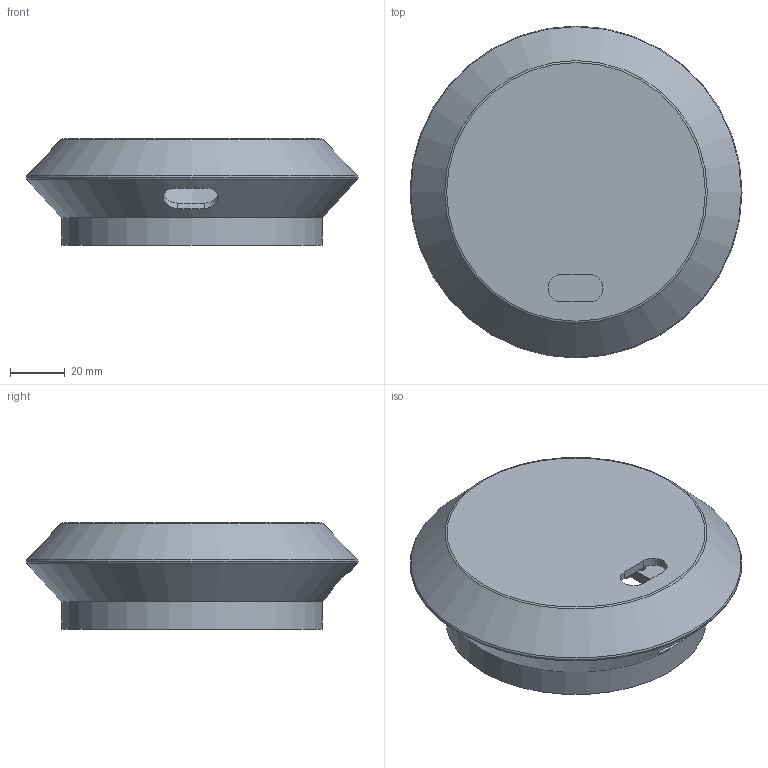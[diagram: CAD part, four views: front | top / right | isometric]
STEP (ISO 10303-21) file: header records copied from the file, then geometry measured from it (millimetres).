
FILE_DESCRIPTION(('TFLEX Exchange Step'),'2;1');
FILE_NAME(' 8.stp', '2025-12-04T10:51:15+03:00',('student'),('Unknown organisation'),'TFLEX Exchange 2022.2','T-FLEX CAD','Unknown authorisation');
FILE_SCHEMA( ('AUTOMOTIVE_DESIGN { 1 0 10303 214 1 1 1 1 }') );
Length unit declared in the file: millimetre
Products named in the file (1): Nodes
Bounding box: 120.85 x 120.85 x 38.68 mm (x, y, z)
Volume: 85923.5 mm3; surface area: 53291.9 mm2
Topology: 2 solids, 2 shells, 40 faces, 99 edges, 66 vertices
Faces by surface type: plane 23, cylinder 10, cone 4, torus 3
Full cylindrical faces by diameter (mm): 3 x1, 95 x1
Entity records: 1636 total; most frequent: CARTESIAN_POINT 617, DIRECTION 210, ORIENTED_EDGE 198, EDGE_CURVE 99, AXIS2_PLACEMENT_3D 76, VERTEX_POINT 66, VECTOR 58, LINE 58
